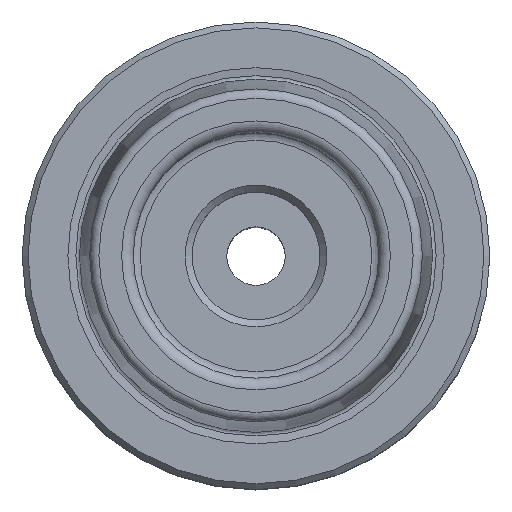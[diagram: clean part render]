
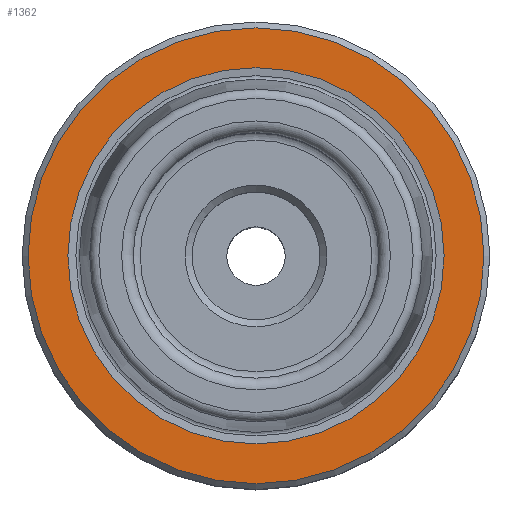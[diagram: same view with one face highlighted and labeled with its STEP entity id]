
A CAD part, top view. The second image highlights one B-rep face of the part: STEP entity #1362.
In plain terms, the highlighted planar face has unit normal (0, 0, 1).
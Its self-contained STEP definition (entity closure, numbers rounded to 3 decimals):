
#144=ORIENTED_EDGE('',*,*,#272,.T.);
#145=ORIENTED_EDGE('',*,*,#271,.F.);
#271=EDGE_CURVE('',#348,#348,#425,.T.);
#272=EDGE_CURVE('',#349,#349,#426,.T.);
#348=VERTEX_POINT('',#1976);
#349=VERTEX_POINT('',#1979);
#425=CIRCLE('',#1477,16.094);
#426=CIRCLE('',#1479,19.5);
#529=EDGE_LOOP('',(#144));
#530=EDGE_LOOP('',(#145));
#683=FACE_BOUND('',#529,.T.);
#684=FACE_BOUND('',#530,.T.);
#784=PLANE('',#1478);
#1362=ADVANCED_FACE('',(#683,#684),#784,.T.);
#1477=AXIS2_PLACEMENT_3D('',#1975,#1696,#1697);
#1478=AXIS2_PLACEMENT_3D('',#1977,#1698,#1699);
#1479=AXIS2_PLACEMENT_3D('',#1978,#1700,#1701);
#1696=DIRECTION('',(0.,0.,1.));
#1697=DIRECTION('',(1.,0.,0.));
#1698=DIRECTION('',(0.,0.,1.));
#1699=DIRECTION('',(1.,0.,0.));
#1700=DIRECTION('',(0.,0.,1.));
#1701=DIRECTION('',(1.,0.,0.));
#1975=CARTESIAN_POINT('',(0.,0.,0.));
#1976=CARTESIAN_POINT('',(16.094,0.,0.));
#1977=CARTESIAN_POINT('',(19.5,0.,0.));
#1978=CARTESIAN_POINT('',(0.,0.,0.));
#1979=CARTESIAN_POINT('',(19.5,0.,0.));
